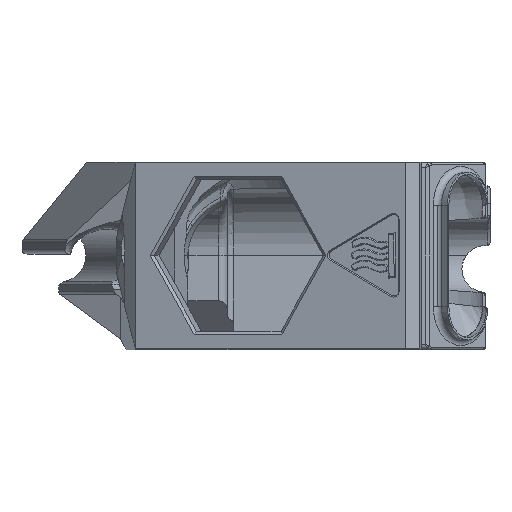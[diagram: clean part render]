
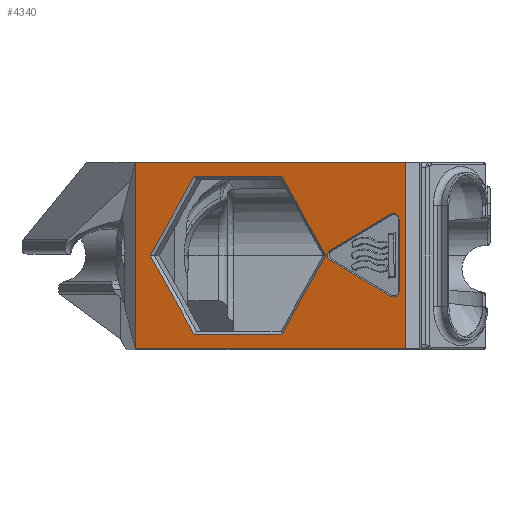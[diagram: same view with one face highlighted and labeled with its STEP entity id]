
A CAD part, left-side view. The second image highlights one B-rep face of the part: STEP entity #4340.
In plain terms, the highlighted planar face has unit normal (-0.966, 0.259, 0).
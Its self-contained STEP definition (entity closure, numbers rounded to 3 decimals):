
#81 = EDGE_CURVE ( 'NONE', #15839, #445, #708, .T. ) ;
#341 = CARTESIAN_POINT ( 'NONE',  ( -10.261, -1.202, -27.792 ) ) ;
#445 = VERTEX_POINT ( 'NONE', #13259 ) ;
#573 = EDGE_CURVE ( 'NONE', #12942, #18519, #20736, .T. ) ;
#697 = DIRECTION ( 'NONE',  ( 0.259, 0.966, 0. ) ) ;
#708 = LINE ( 'NONE', #4844, #15199 ) ;
#709 = DIRECTION ( 'NONE',  ( 0., 0., -1. ) ) ;
#791 = VECTOR ( 'NONE', #4602, 1000. ) ;
#831 = VECTOR ( 'NONE', #2010, 1000. ) ;
#1268 = CARTESIAN_POINT ( 'NONE',  ( -10.261, -1.202, -40.14 ) ) ;
#1527 = VECTOR ( 'NONE', #18226, 1000. ) ;
#1643 = LINE ( 'NONE', #3183, #3988 ) ;
#2010 = DIRECTION ( 'NONE',  ( -0.224, -0.837, 0.5 ) ) ;
#2215 = EDGE_CURVE ( 'NONE', #15968, #4847, #7252, .T. ) ;
#2272 = CARTESIAN_POINT ( 'NONE',  ( -9.873, 0.247, -41.006 ) ) ;
#2655 = VECTOR ( 'NONE', #3191, 1000. ) ;
#2748 = ORIENTED_EDGE ( 'NONE', *, *, #20601, .F. ) ;
#2971 = EDGE_CURVE ( 'NONE', #9805, #4439, #5388, .T. ) ;
#3054 = CARTESIAN_POINT ( 'NONE',  ( -10.261, -1.202, -34. ) ) ;
#3179 = LINE ( 'NONE', #3054, #19028 ) ;
#3183 = CARTESIAN_POINT ( 'NONE',  ( -9.273, 2.485, -47.5 ) ) ;
#3187 = LINE ( 'NONE', #8101, #2655 ) ;
#3191 = DIRECTION ( 'NONE',  ( -0.259, -0.966, 0. ) ) ;
#3258 = VERTEX_POINT ( 'NONE', #16667 ) ;
#3341 = ORIENTED_EDGE ( 'NONE', *, *, #5248, .F. ) ;
#3689 = VECTOR ( 'NONE', #5104, 1000. ) ;
#3813 = LINE ( 'NONE', #18916, #10921 ) ;
#3850 = DIRECTION ( 'NONE',  ( -0.966, 0.259, 0. ) ) ;
#3988 = VECTOR ( 'NONE', #19825, 1000. ) ;
#4016 = ORIENTED_EDGE ( 'NONE', *, *, #5831, .T. ) ;
#4340 = ADVANCED_FACE ( 'NONE', ( #15632, #21410, #18536 ), #12409, .F. ) ;
#4439 = VERTEX_POINT ( 'NONE', #17279 ) ;
#4602 = DIRECTION ( 'NONE',  ( 0.224, 0.837, 0.5 ) ) ;
#4844 = CARTESIAN_POINT ( 'NONE',  ( 1.851, 44., -50. ) ) ;
#4847 = VERTEX_POINT ( 'NONE', #8065 ) ;
#4886 = EDGE_CURVE ( 'NONE', #18425, #21662, #11876, .T. ) ;
#5104 = DIRECTION ( 'NONE',  ( -0.259, -0.966, 0. ) ) ;
#5248 = EDGE_CURVE ( 'NONE', #4439, #3258, #1643, .T. ) ;
#5340 = LINE ( 'NONE', #12125, #16400 ) ;
#5376 = ORIENTED_EDGE ( 'NONE', *, *, #6590, .T. ) ;
#5388 = LINE ( 'NONE', #16136, #13267 ) ;
#5478 = ORIENTED_EDGE ( 'NONE', *, *, #573, .F. ) ;
#5561 = VERTEX_POINT ( 'NONE', #12668 ) ;
#5567 = ORIENTED_EDGE ( 'NONE', *, *, #4886, .F. ) ;
#5831 = EDGE_CURVE ( 'NONE', #18425, #4847, #19810, .T. ) ;
#5979 = LINE ( 'NONE', #16668, #1527 ) ;
#6049 = VERTEX_POINT ( 'NONE', #1268 ) ;
#6079 = CARTESIAN_POINT ( 'NONE',  ( -7.105, 10.576, -33.1 ) ) ;
#6534 = VERTEX_POINT ( 'NONE', #2272 ) ;
#6582 = ORIENTED_EDGE ( 'NONE', *, *, #21544, .F. ) ;
#6590 = EDGE_CURVE ( 'NONE', #6534, #21662, #20296, .T. ) ;
#7034 = EDGE_LOOP ( 'NONE', ( #5376, #5567, #4016, #20797, #9380, #11497 ) ) ;
#7218 = VECTOR ( 'NONE', #17486, 1000. ) ;
#7252 = CIRCLE ( 'NONE', #16349, 1. ) ;
#7276 = EDGE_CURVE ( 'NONE', #445, #11901, #3187, .T. ) ;
#7428 = CARTESIAN_POINT ( 'NONE',  ( -9.273, 2.485, -50. ) ) ;
#7651 = CARTESIAN_POINT ( 'NONE',  ( -10.002, -0.236, -40.14 ) ) ;
#8065 = CARTESIAN_POINT ( 'NONE',  ( -9.873, 0.247, -26.926 ) ) ;
#8101 = CARTESIAN_POINT ( 'NONE',  ( -9.273, 2.485, -18. ) ) ;
#8390 = CARTESIAN_POINT ( 'NONE',  ( -9.273, 2.485, -50. ) ) ;
#8565 = ORIENTED_EDGE ( 'NONE', *, *, #7276, .F. ) ;
#8726 = DIRECTION ( 'NONE',  ( 0., 0., 1. ) ) ;
#8774 = LINE ( 'NONE', #12275, #7218 ) ;
#8879 = DIRECTION ( 'NONE',  ( 0.259, 0.966, 0. ) ) ;
#9098 = DIRECTION ( 'NONE',  ( 0.259, 0.966, 0. ) ) ;
#9132 = DIRECTION ( 'NONE',  ( -0.966, 0.259, 0. ) ) ;
#9181 = DIRECTION ( 'NONE',  ( -0.966, 0.259, 0. ) ) ;
#9357 = CARTESIAN_POINT ( 'NONE',  ( -10.554, -2.297, -50. ) ) ;
#9380 = ORIENTED_EDGE ( 'NONE', *, *, #19909, .T. ) ;
#9671 = CARTESIAN_POINT ( 'NONE',  ( -4.883, 18.868, -20.5 ) ) ;
#9715 = ORIENTED_EDGE ( 'NONE', *, *, #17043, .T. ) ;
#9805 = VERTEX_POINT ( 'NONE', #13612 ) ;
#10396 = ORIENTED_EDGE ( 'NONE', *, *, #2971, .F. ) ;
#10448 = ORIENTED_EDGE ( 'NONE', *, *, #21254, .F. ) ;
#10701 = EDGE_LOOP ( 'NONE', ( #14938, #5478, #6582, #3341, #10396, #10448 ) ) ;
#10769 = CARTESIAN_POINT ( 'NONE',  ( -10.002, -0.236, -27.792 ) ) ;
#10921 = VECTOR ( 'NONE', #709, 1000. ) ;
#11035 = DIRECTION ( 'NONE',  ( 0.259, 0.966, 0. ) ) ;
#11047 = LINE ( 'NONE', #8390, #3689 ) ;
#11420 = ORIENTED_EDGE ( 'NONE', *, *, #81, .F. ) ;
#11497 = ORIENTED_EDGE ( 'NONE', *, *, #20328, .F. ) ;
#11577 = CIRCLE ( 'NONE', #21093, 1. ) ;
#11876 = CIRCLE ( 'NONE', #16206, 1. ) ;
#11901 = VERTEX_POINT ( 'NONE', #13362 ) ;
#12031 = CARTESIAN_POINT ( 'NONE',  ( 1.851, 44., -50. ) ) ;
#12125 = CARTESIAN_POINT ( 'NONE',  ( -9.273, 2.485, -20.5 ) ) ;
#12275 = CARTESIAN_POINT ( 'NONE',  ( -5.7, 15.818, -42.031 ) ) ;
#12409 = PLANE ( 'NONE',  #16031 ) ;
#12589 = DIRECTION ( 'NONE',  ( 0.259, 0.966, 0. ) ) ;
#12668 = CARTESIAN_POINT ( 'NONE',  ( -0.848, 33.925, -20.5 ) ) ;
#12729 = DIRECTION ( 'NONE',  ( -0.129, -0.483, -0.866 ) ) ;
#12942 = VERTEX_POINT ( 'NONE', #16060 ) ;
#13259 = CARTESIAN_POINT ( 'NONE',  ( 1.851, 44., -18. ) ) ;
#13267 = VECTOR ( 'NONE', #12729, 1000. ) ;
#13362 = CARTESIAN_POINT ( 'NONE',  ( -10.554, -2.297, -18. ) ) ;
#13612 = CARTESIAN_POINT ( 'NONE',  ( 1.169, 41.454, -34. ) ) ;
#13715 = VERTEX_POINT ( 'NONE', #9357 ) ;
#13828 = CARTESIAN_POINT ( 'NONE',  ( -8.63, 4.884, -29.698 ) ) ;
#13963 = DIRECTION ( 'NONE',  ( 0.966, -0.259, 0. ) ) ;
#14253 = CARTESIAN_POINT ( 'NONE',  ( -7.105, 10.576, -34.832 ) ) ;
#14902 = CARTESIAN_POINT ( 'NONE',  ( -9.287, 2.433, -49.969 ) ) ;
#14938 = ORIENTED_EDGE ( 'NONE', *, *, #17767, .F. ) ;
#15199 = VECTOR ( 'NONE', #8726, 1000. ) ;
#15632 = FACE_BOUND ( 'NONE', #10701, .T. ) ;
#15717 = CARTESIAN_POINT ( 'NONE',  ( -7.234, 10.093, -33.966 ) ) ;
#15839 = VERTEX_POINT ( 'NONE', #12031 ) ;
#15968 = VERTEX_POINT ( 'NONE', #341 ) ;
#16031 = AXIS2_PLACEMENT_3D ( 'NONE', #7428, #13963, #9098 ) ;
#16060 = CARTESIAN_POINT ( 'NONE',  ( -6.9, 11.339, -34. ) ) ;
#16136 = CARTESIAN_POINT ( 'NONE',  ( -3.235, 25.019, -63.469 ) ) ;
#16206 = AXIS2_PLACEMENT_3D ( 'NONE', #15717, #3850, #697 ) ;
#16234 = VECTOR ( 'NONE', #21674, 1000. ) ;
#16349 = AXIS2_PLACEMENT_3D ( 'NONE', #10769, #9132, #12589 ) ;
#16400 = VECTOR ( 'NONE', #8879, 1000. ) ;
#16667 = CARTESIAN_POINT ( 'NONE',  ( -4.883, 18.868, -47.5 ) ) ;
#16668 = CARTESIAN_POINT ( 'NONE',  ( 0.352, 38.404, -28.531 ) ) ;
#16767 = EDGE_LOOP ( 'NONE', ( #8565, #11420, #9715, #2748 ) ) ;
#16830 = DIRECTION ( 'NONE',  ( 0., 0., -1. ) ) ;
#17043 = EDGE_CURVE ( 'NONE', #15839, #13715, #11047, .T. ) ;
#17279 = CARTESIAN_POINT ( 'NONE',  ( -0.848, 33.925, -47.5 ) ) ;
#17486 = DIRECTION ( 'NONE',  ( -0.129, -0.483, 0.866 ) ) ;
#17767 = EDGE_CURVE ( 'NONE', #18519, #5561, #5340, .T. ) ;
#18226 = DIRECTION ( 'NONE',  ( 0.129, 0.483, -0.866 ) ) ;
#18425 = VERTEX_POINT ( 'NONE', #6079 ) ;
#18519 = VERTEX_POINT ( 'NONE', #9671 ) ;
#18536 = FACE_OUTER_BOUND ( 'NONE', #16767, .T. ) ;
#18916 = CARTESIAN_POINT ( 'NONE',  ( -10.554, -2.297, -50. ) ) ;
#19028 = VECTOR ( 'NONE', #16830, 1000. ) ;
#19433 = CARTESIAN_POINT ( 'NONE',  ( -8.638, 4.856, -38.251 ) ) ;
#19810 = LINE ( 'NONE', #13828, #831 ) ;
#19825 = DIRECTION ( 'NONE',  ( -0.259, -0.966, 0. ) ) ;
#19909 = EDGE_CURVE ( 'NONE', #15968, #6049, #3179, .T. ) ;
#20296 = LINE ( 'NONE', #19433, #791 ) ;
#20328 = EDGE_CURVE ( 'NONE', #6534, #6049, #11577, .T. ) ;
#20601 = EDGE_CURVE ( 'NONE', #11901, #13715, #3813, .T. ) ;
#20736 = LINE ( 'NONE', #14902, #16234 ) ;
#20797 = ORIENTED_EDGE ( 'NONE', *, *, #2215, .F. ) ;
#21093 = AXIS2_PLACEMENT_3D ( 'NONE', #7651, #9181, #11035 ) ;
#21254 = EDGE_CURVE ( 'NONE', #5561, #9805, #5979, .T. ) ;
#21410 = FACE_BOUND ( 'NONE', #7034, .T. ) ;
#21544 = EDGE_CURVE ( 'NONE', #3258, #12942, #8774, .T. ) ;
#21662 = VERTEX_POINT ( 'NONE', #14253 ) ;
#21674 = DIRECTION ( 'NONE',  ( 0.129, 0.483, 0.866 ) ) ;
